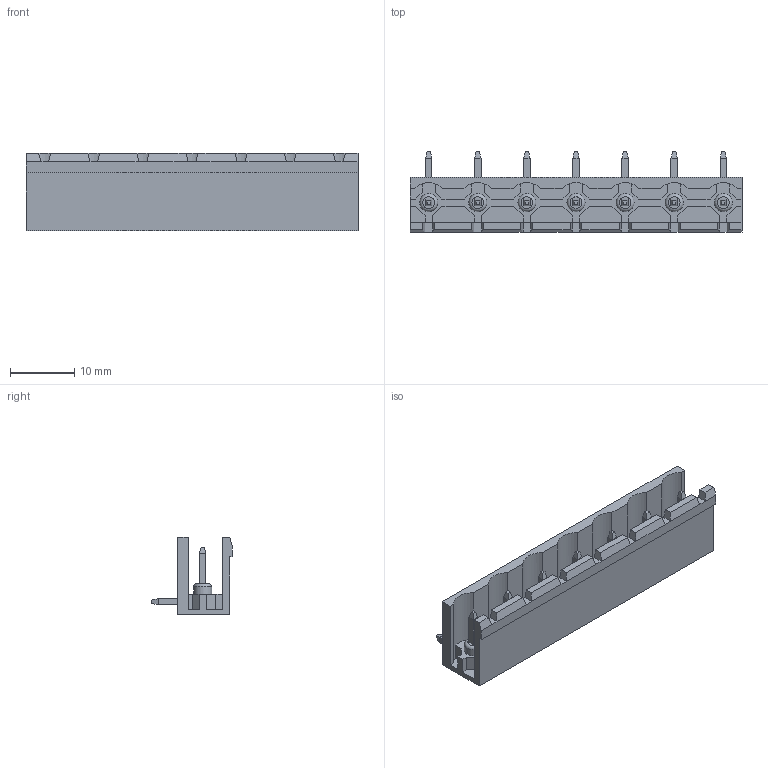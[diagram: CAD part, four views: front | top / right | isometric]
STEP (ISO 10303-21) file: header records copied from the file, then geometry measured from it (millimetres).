
FILE_DESCRIPTION( ( 'Unknown' ), '1' );
FILE_NAME( '691312410007.stp', 'Unknown', ( 'Unknown' ), ( 'Unknown' ), 'PSStep 18.0.17', 'Unknown', ' ' );
FILE_SCHEMA( ( 'AUTOMOTIVE_DESIGN { 1 0 10303 214 1 1 1 1 }' ) );
Length unit declared in the file: millimetre
Products named in the file (3): Assem1; 6913174100xx_PIN; 691312410007
Assembly tree (8 placements, depth 2):
  Assem1
    6913174100xx_PIN  x7
    691312410007
Bounding box: 51.52 x 12.5 x 12 mm (x, y, z)
Volume: 2113.2 mm3; surface area: 4375 mm2
Topology: 8 solids, 8 shells, 367 faces, 983 edges, 632 vertices
Faces by surface type: plane 339, cylinder 21, torus 7
Full cylindrical faces by diameter (mm): 2.8 x7
Entity records: 10627 total; most frequent: CARTESIAN_POINT 1507, ORIENTED_EDGE 1480, DIRECTION 1339, EDGE_CURVE 740, LINE 689, VECTOR 689, VERTEX_POINT 493, AXIS2_PLACEMENT_3D 325
